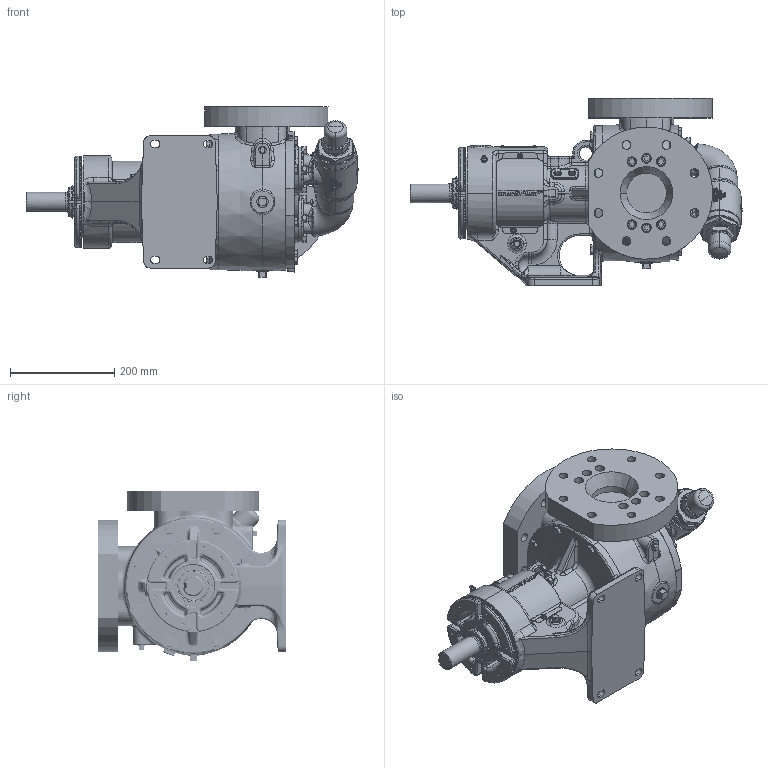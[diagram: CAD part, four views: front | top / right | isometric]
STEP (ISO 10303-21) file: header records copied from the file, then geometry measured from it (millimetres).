
FILE_DESCRIPTION (( 'STEP AP214' ), '1' );
FILE_NAME ('LV-4540.STEP', '2024-04-03T14:48:32', ( '' ), ( '' ), 'SwSTEP 2.0', 'SolidWorks 2022', '' );
FILE_SCHEMA (( 'AUTOMOTIVE_DESIGN' ));
Length unit declared in the file: inch
Products named in the file (1): LV-4540
Bounding box: 637.52 x 360.36 x 327.11 mm (x, y, z)
Volume: 18196199 mm3; surface area: 1071213.8 mm2
Topology: 1 solids, 13 shells, 5404 faces, 13774 edges, 8553 vertices
Faces by surface type: plane 1774, bspline 1652, cylinder 1078, cone 680, torus 132, sphere 88
Entity records: 313644 total; most frequent: CARTESIAN_POINT 126338, ORIENTED_EDGE 27246, DIRECTION 19995, EDGE_CURVE 13623, VERTEX_POINT 8546, AXIS2_PLACEMENT_3D 7376, EDGE_LOOP 5785, LENGTH_MEASURE_WITH_UNIT 5407
